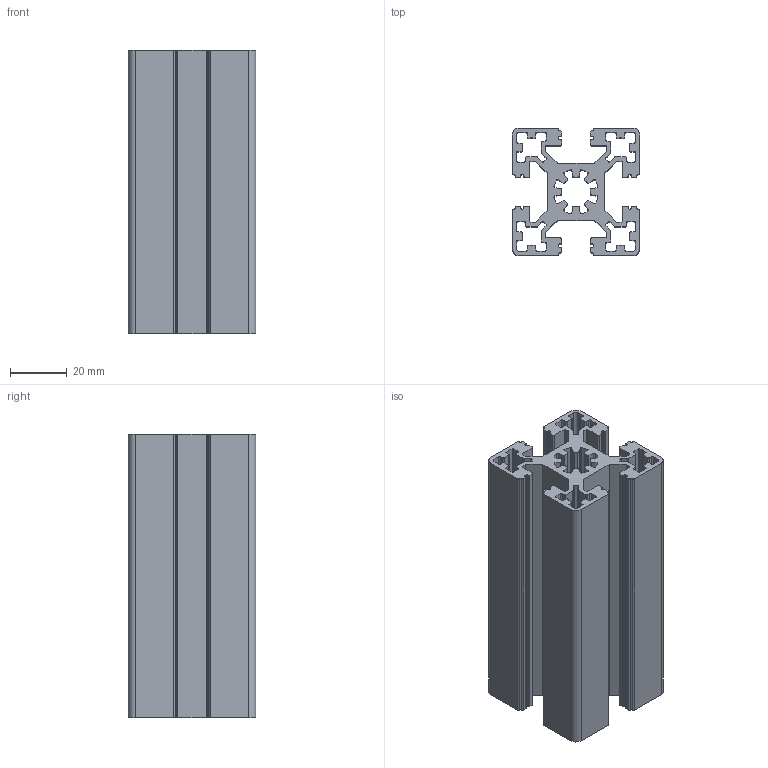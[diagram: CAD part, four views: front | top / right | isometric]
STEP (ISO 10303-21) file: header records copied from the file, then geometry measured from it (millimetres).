
FILE_DESCRIPTION (( 'STEP AP203' ), '1' );
FILE_NAME ('JL-10-4545EC.STEP', '2019-07-24T05:51:00', ( 'User' ), ( 'China' ), 'SwSTEP 2.0', 'SolidWorks 2015', '' );
FILE_SCHEMA (( 'CONFIG_CONTROL_DESIGN' ));
Length unit declared in the file: millimetre
Products named in the file (1): JL-10-4545EC
Bounding box: 45 x 45 x 100 mm (x, y, z)
Volume: 82688.6 mm3; surface area: 65885.9 mm2
Topology: 1 solids, 1 shells, 573 faces, 1686 edges, 1124 vertices
Faces by surface type: plane 304, cylinder 241, bspline 28
Entity records: 20151 total; most frequent: CARTESIAN_POINT 4492, ORIENTED_EDGE 3372, DIRECTION 3204, EDGE_CURVE 1686, VECTOR 1148, LINE 1148, VERTEX_POINT 1124, AXIS2_PLACEMENT_3D 1028
